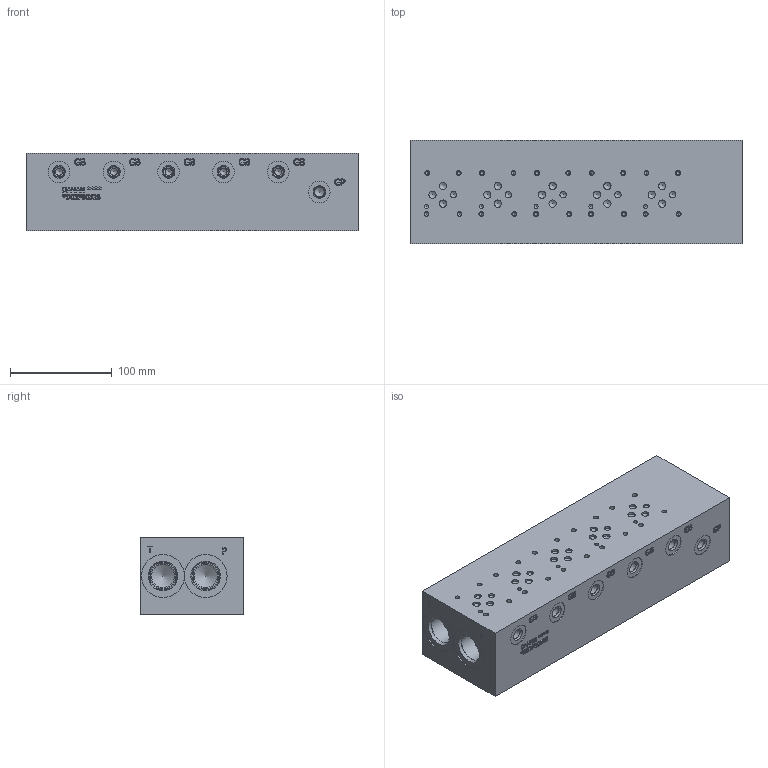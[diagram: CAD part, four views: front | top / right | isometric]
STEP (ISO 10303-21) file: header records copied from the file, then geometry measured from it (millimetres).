
FILE_DESCRIPTION(/* description */ (''),/* implementation_level */ '2;1');
FILE_NAME(/* name */ '_D03PB052S.stp',/* time_stamp */ '2021-01-21T13:31:54-05:00',/* author */ ('devonn'),/* organization */ (''),/* preprocessor_version */ 'ST-DEVELOPER v17',/* originating_system */ 'Autodesk Inventor 2019',/* authorisation */ '');
FILE_SCHEMA (('AUTOMOTIVE_DESIGN { 1 0 10303 214 3 1 1 }'));
Length unit declared in the file: millimetre
Products named in the file (1): Part_DD03PB052S_3D
Bounding box: 327.02 x 101.6 x 76.2 mm (x, y, z)
Volume: 2327497.8 mm3; surface area: 175248.3 mm2
Topology: 1 solids, 1 shells, 1514 faces, 4135 edges, 2801 vertices
Faces by surface type: plane 717, bspline 447, cylinder 195, cone 155
Full cylindrical faces by diameter (mm): 3.785 x20, 3.962 x5, 4.826 x20, 6.35 x5, 7.137 x25, 7.925 x4, 9.525 x5, 9.881 x11, 11.125 x11, 15.875 x10, 17.501 x10, 19.05 x10, 19.253 x10, 21.285 x11, 23.012 x4, 24.917 x6, 26.99 x6, 27.432 x6, 30.632 x10, 42.037 x6
Entity records: 51159 total; most frequent: CARTESIAN_POINT 14186, ORIENTED_EDGE 8118, DIRECTION 6058, EDGE_CURVE 4059, VERTEX_POINT 2801, LINE 2408, VECTOR 2408, AXIS2_PLACEMENT_3D 1825
